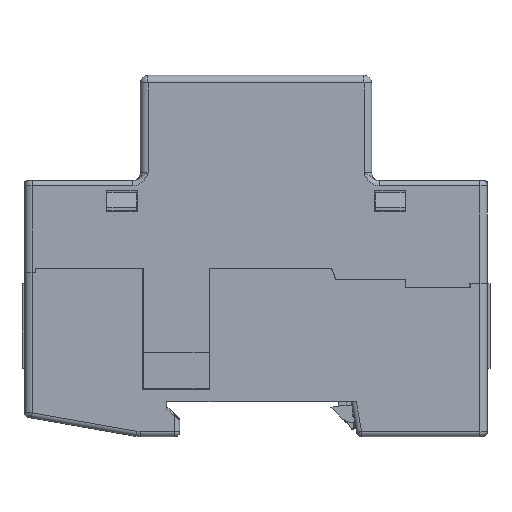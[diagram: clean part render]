
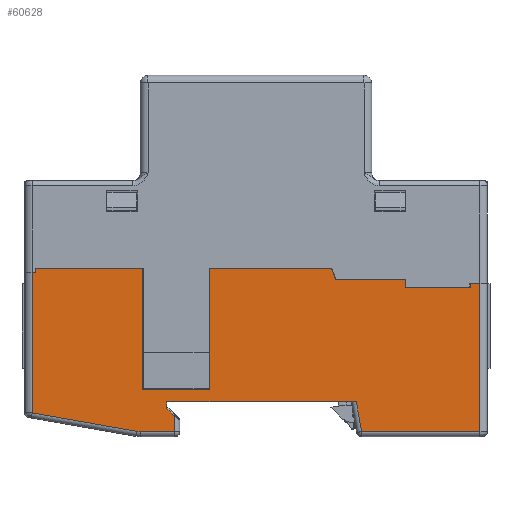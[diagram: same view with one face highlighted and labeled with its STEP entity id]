
A CAD part, left-side view. The second image highlights one B-rep face of the part: STEP entity #60628.
In plain terms, the highlighted planar face has unit normal (-1, 0, 0).
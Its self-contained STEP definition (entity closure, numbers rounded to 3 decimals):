
#60049=CARTESIAN_POINT('',(178.507,23.147,1.595));
#60050=VERTEX_POINT('',#60049);
#60179=CARTESIAN_POINT('',(178.507,-13.695,1.595));
#60180=VERTEX_POINT('',#60179);
#60188=CARTESIAN_POINT('',(178.507,23.147,1.595));
#60189=DIRECTION('',(0.0,-1.0,0.0));
#60190=VECTOR('',#60189,36.841);
#60191=LINE('',#60188,#60190);
#60192=EDGE_CURVE('',#60050,#60180,#60191,.T.);
#60224=CARTESIAN_POINT('',(178.507,23.147,0.27));
#60225=VERTEX_POINT('',#60224);
#60226=CARTESIAN_POINT('',(178.507,23.147,0.27));
#60227=DIRECTION('',(0.0,0.0,1.0));
#60228=VECTOR('',#60227,1.324);
#60229=LINE('',#60226,#60228);
#60230=EDGE_CURVE('',#60225,#60050,#60229,.T.);
#60409=CARTESIAN_POINT('',(178.507,21.647,-4.205));
#60410=VERTEX_POINT('',#60409);
#60433=CARTESIAN_POINT('',(178.507,28.314,-4.205));
#60434=VERTEX_POINT('',#60433);
#60435=CARTESIAN_POINT('',(178.507,28.314,-4.205));
#60436=DIRECTION('',(0.0,-1.0,0.0));
#60437=VECTOR('',#60436,6.668);
#60438=LINE('',#60435,#60437);
#60439=EDGE_CURVE('',#60434,#60410,#60438,.T.);
#60453=CARTESIAN_POINT('',(178.507,-15.679,31.595));
#60454=DIRECTION('',(-1.0,0.0,0.0));
#60455=DIRECTION('',(0.0,-1.0,0.0));
#60456=AXIS2_PLACEMENT_3D('',#60453,#60454,#60455);
#60457=PLANE('',#60456);
#60458=CARTESIAN_POINT('',(178.507,21.647,-1.23));
#60459=VERTEX_POINT('',#60458);
#60460=CARTESIAN_POINT('',(178.507,21.647,-1.23));
#60461=DIRECTION('',(0.,0.707,0.707));
#60462=VECTOR('',#60461,2.121);
#60463=LINE('',#60460,#60462);
#60464=EDGE_CURVE('',#60459,#60225,#60463,.T.);
#60465=ORIENTED_EDGE('',*,*,#60464,.T.);
#60466=ORIENTED_EDGE('',*,*,#60230,.T.);
#60467=ORIENTED_EDGE('',*,*,#60192,.T.);
#60468=CARTESIAN_POINT('',(178.507,-14.717,-4.205));
#60469=VERTEX_POINT('',#60468);
#60470=CARTESIAN_POINT('',(178.507,-13.695,1.595));
#60471=DIRECTION('',(0.0,-0.174,-0.985));
#60472=VECTOR('',#60471,5.889);
#60473=LINE('',#60470,#60472);
#60474=EDGE_CURVE('',#60180,#60469,#60473,.T.);
#60475=ORIENTED_EDGE('',*,*,#60474,.T.);
#60476=CARTESIAN_POINT('',(178.507,-37.679,-4.205));
#60477=VERTEX_POINT('',#60476);
#60478=CARTESIAN_POINT('',(178.507,-14.717,-4.205));
#60479=DIRECTION('',(0.0,-1.0,0.0));
#60480=VECTOR('',#60479,22.962);
#60481=LINE('',#60478,#60480);
#60482=EDGE_CURVE('',#60469,#60477,#60481,.T.);
#60483=ORIENTED_EDGE('',*,*,#60482,.T.);
#60484=CARTESIAN_POINT('',(178.507,-37.679,24.595));
#60485=VERTEX_POINT('',#60484);
#60486=CARTESIAN_POINT('',(178.507,-37.679,24.595));
#60487=DIRECTION('',(0.0,0.,-1.0));
#60488=VECTOR('',#60487,28.8);
#60489=LINE('',#60486,#60488);
#60490=EDGE_CURVE('',#60485,#60477,#60489,.T.);
#60491=ORIENTED_EDGE('',*,*,#60490,.F.);
#60492=CARTESIAN_POINT('',(178.507,-35.879,24.595));
#60493=VERTEX_POINT('',#60492);
#60494=CARTESIAN_POINT('',(178.507,-35.879,24.595));
#60495=DIRECTION('',(0.0,-1.0,0.0));
#60496=VECTOR('',#60495,1.8);
#60497=LINE('',#60494,#60496);
#60498=EDGE_CURVE('',#60493,#60485,#60497,.T.);
#60499=ORIENTED_EDGE('',*,*,#60498,.F.);
#60500=CARTESIAN_POINT('',(178.507,-35.879,23.795));
#60501=VERTEX_POINT('',#60500);
#60502=CARTESIAN_POINT('',(178.507,-35.879,23.795));
#60503=DIRECTION('',(0.0,0.0,1.0));
#60504=VECTOR('',#60503,0.8);
#60505=LINE('',#60502,#60504);
#60506=EDGE_CURVE('',#60501,#60493,#60505,.T.);
#60507=ORIENTED_EDGE('',*,*,#60506,.F.);
#60508=CARTESIAN_POINT('',(178.507,-23.179,23.795));
#60509=VERTEX_POINT('',#60508);
#60510=CARTESIAN_POINT('',(178.507,-23.179,23.795));
#60511=DIRECTION('',(0.0,-1.0,0.0));
#60512=VECTOR('',#60511,12.7);
#60513=LINE('',#60510,#60512);
#60514=EDGE_CURVE('',#60509,#60501,#60513,.T.);
#60515=ORIENTED_EDGE('',*,*,#60514,.F.);
#60516=CARTESIAN_POINT('',(178.507,-23.179,25.345));
#60517=VERTEX_POINT('',#60516);
#60518=CARTESIAN_POINT('',(178.507,-23.179,23.795));
#60519=DIRECTION('',(0.0,0.0,1.0));
#60520=VECTOR('',#60519,1.55);
#60521=LINE('',#60518,#60520);
#60522=EDGE_CURVE('',#60509,#60517,#60521,.T.);
#60523=ORIENTED_EDGE('',*,*,#60522,.T.);
#60524=CARTESIAN_POINT('',(178.507,-9.679,25.345));
#60525=VERTEX_POINT('',#60524);
#60526=CARTESIAN_POINT('',(178.507,-23.179,25.345));
#60527=DIRECTION('',(0.0,1.0,0.0));
#60528=VECTOR('',#60527,13.501);
#60529=LINE('',#60526,#60528);
#60530=EDGE_CURVE('',#60517,#60525,#60529,.T.);
#60531=ORIENTED_EDGE('',*,*,#60530,.T.);
#60532=CARTESIAN_POINT('',(178.507,-8.879,27.545));
#60533=VERTEX_POINT('',#60532);
#60534=CARTESIAN_POINT('',(178.507,-9.679,25.345));
#60535=DIRECTION('',(0.0,0.342,0.94));
#60536=VECTOR('',#60535,2.341);
#60537=LINE('',#60534,#60536);
#60538=EDGE_CURVE('',#60525,#60533,#60537,.T.);
#60539=ORIENTED_EDGE('',*,*,#60538,.T.);
#60540=CARTESIAN_POINT('',(178.507,14.821,27.545));
#60541=VERTEX_POINT('',#60540);
#60542=CARTESIAN_POINT('',(178.507,-8.879,27.545));
#60543=DIRECTION('',(0.0,1.0,0.0));
#60544=VECTOR('',#60543,23.699);
#60545=LINE('',#60542,#60544);
#60546=EDGE_CURVE('',#60533,#60541,#60545,.T.);
#60547=ORIENTED_EDGE('',*,*,#60546,.T.);
#60548=CARTESIAN_POINT('',(178.507,14.821,3.895));
#60549=VERTEX_POINT('',#60548);
#60550=CARTESIAN_POINT('',(178.507,14.821,3.895));
#60551=DIRECTION('',(0.0,0.0,1.0));
#60552=VECTOR('',#60551,23.65);
#60553=LINE('',#60550,#60552);
#60554=EDGE_CURVE('',#60549,#60541,#60553,.T.);
#60555=ORIENTED_EDGE('',*,*,#60554,.F.);
#60556=CARTESIAN_POINT('',(178.507,27.821,3.895));
#60557=VERTEX_POINT('',#60556);
#60558=CARTESIAN_POINT('',(178.507,27.821,3.895));
#60559=DIRECTION('',(0.0,-1.0,0.0));
#60560=VECTOR('',#60559,13.);
#60561=LINE('',#60558,#60560);
#60562=EDGE_CURVE('',#60557,#60549,#60561,.T.);
#60563=ORIENTED_EDGE('',*,*,#60562,.F.);
#60564=CARTESIAN_POINT('',(178.507,27.821,27.545));
#60565=VERTEX_POINT('',#60564);
#60566=CARTESIAN_POINT('',(178.507,27.821,27.545));
#60567=DIRECTION('',(0.0,0.0,-1.0));
#60568=VECTOR('',#60567,23.65);
#60569=LINE('',#60566,#60568);
#60570=EDGE_CURVE('',#60565,#60557,#60569,.T.);
#60571=ORIENTED_EDGE('',*,*,#60570,.F.);
#60572=CARTESIAN_POINT('',(178.507,48.721,27.545));
#60573=VERTEX_POINT('',#60572);
#60574=CARTESIAN_POINT('',(178.507,27.821,27.545));
#60575=DIRECTION('',(0.0,1.0,0.0));
#60576=VECTOR('',#60575,20.9);
#60577=LINE('',#60574,#60576);
#60578=EDGE_CURVE('',#60565,#60573,#60577,.T.);
#60579=ORIENTED_EDGE('',*,*,#60578,.T.);
#60580=CARTESIAN_POINT('',(178.507,48.721,26.795));
#60581=VERTEX_POINT('',#60580);
#60582=CARTESIAN_POINT('',(178.507,48.721,27.545));
#60583=DIRECTION('',(0.0,0.0,-1.0));
#60584=VECTOR('',#60583,0.75);
#60585=LINE('',#60582,#60584);
#60586=EDGE_CURVE('',#60573,#60581,#60585,.T.);
#60587=ORIENTED_EDGE('',*,*,#60586,.T.);
#60588=CARTESIAN_POINT('',(178.507,49.321,26.795));
#60589=VERTEX_POINT('',#60588);
#60590=CARTESIAN_POINT('',(178.507,49.321,26.795));
#60591=DIRECTION('',(0.0,-1.0,0.0));
#60592=VECTOR('',#60591,0.6);
#60593=LINE('',#60590,#60592);
#60594=EDGE_CURVE('',#60589,#60581,#60593,.T.);
#60595=ORIENTED_EDGE('',*,*,#60594,.F.);
#60596=CARTESIAN_POINT('',(178.507,49.321,-0.563));
#60597=VERTEX_POINT('',#60596);
#60598=CARTESIAN_POINT('',(178.507,49.321,-0.563));
#60599=DIRECTION('',(0.,0.,1.));
#60600=VECTOR('',#60599,27.358);
#60601=LINE('',#60598,#60600);
#60602=EDGE_CURVE('',#60597,#60589,#60601,.T.);
#60603=ORIENTED_EDGE('',*,*,#60602,.F.);
#60604=CARTESIAN_POINT('',(178.507,29.009,-4.145));
#60605=VERTEX_POINT('',#60604);
#60606=CARTESIAN_POINT('',(178.507,49.321,-0.563));
#60607=DIRECTION('',(0.,-0.985,-0.174));
#60608=VECTOR('',#60607,20.625);
#60609=LINE('',#60606,#60608);
#60610=EDGE_CURVE('',#60597,#60605,#60609,.T.);
#60611=ORIENTED_EDGE('',*,*,#60610,.T.);
#60612=CARTESIAN_POINT('',(178.507,28.314,-0.205));
#60613=DIRECTION('',(-1.0,0.0,0.0));
#60614=DIRECTION('',(0.0,0.174,-0.985));
#60615=AXIS2_PLACEMENT_3D('',#60612,#60613,#60614);
#60616=CIRCLE('',#60615,4.);
#60617=EDGE_CURVE('',#60605,#60434,#60616,.T.);
#60618=ORIENTED_EDGE('',*,*,#60617,.T.);
#60619=ORIENTED_EDGE('',*,*,#60439,.T.);
#60620=CARTESIAN_POINT('',(178.507,21.647,-4.205));
#60621=DIRECTION('',(0.,0.,1.));
#60622=VECTOR('',#60621,2.976);
#60623=LINE('',#60620,#60622);
#60624=EDGE_CURVE('',#60410,#60459,#60623,.T.);
#60625=ORIENTED_EDGE('',*,*,#60624,.T.);
#60626=EDGE_LOOP('',(#60465,#60466,#60467,#60475,#60483,#60491,#60499,#60507,#60515,#60523,#60531,#60539,#60547,#60555,#60563,#60571,#60579,#60587,#60595,#60603,#60611,#60618,#60619,#60625));
#60627=FACE_OUTER_BOUND('',#60626,.T.);
#60628=ADVANCED_FACE('',(#60627),#60457,.T.);
